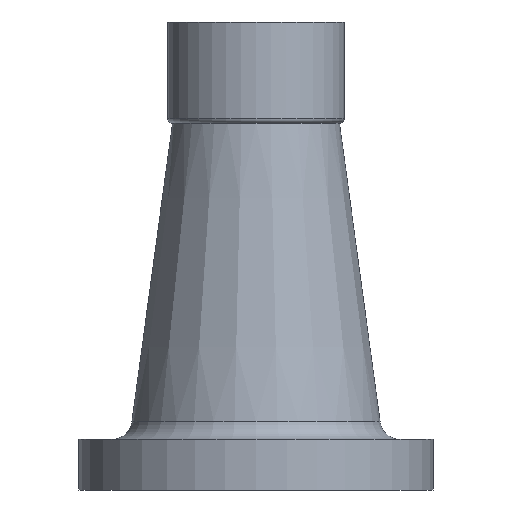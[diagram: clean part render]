
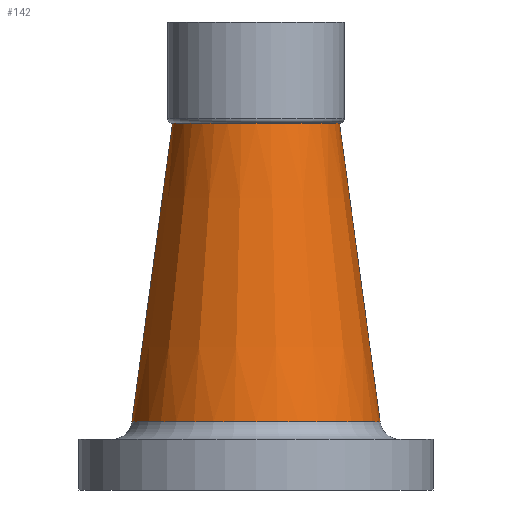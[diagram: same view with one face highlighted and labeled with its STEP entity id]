
A CAD part, front view. The second image highlights one B-rep face of the part: STEP entity #142.
In plain terms, the highlighted conical face has half-angle 7.745 degrees and reference radius 33 mm.
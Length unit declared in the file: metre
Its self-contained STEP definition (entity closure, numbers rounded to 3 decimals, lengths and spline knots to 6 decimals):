
#15=CONICAL_SURFACE('',#178,0.033,0.135);
#40=ORIENTED_EDGE('',*,*,#54,.T.);
#41=ORIENTED_EDGE('',*,*,#55,.F.);
#54=EDGE_CURVE('',#66,#66,#78,.T.);
#55=EDGE_CURVE('',#67,#67,#79,.T.);
#66=VERTEX_POINT('',#263);
#67=VERTEX_POINT('',#266);
#78=CIRCLE('',#177,0.049059);
#79=CIRCLE('',#179,0.033);
#100=EDGE_LOOP('',(#40));
#101=EDGE_LOOP('',(#41));
#124=FACE_BOUND('',#100,.T.);
#125=FACE_BOUND('',#101,.T.);
#142=ADVANCED_FACE('',(#124,#125),#15,.T.);
#177=AXIS2_PLACEMENT_3D('',#262,#223,#224);
#178=AXIS2_PLACEMENT_3D('',#264,#225,#226);
#179=AXIS2_PLACEMENT_3D('',#265,#227,#228);
#223=DIRECTION('',(0.,0.,1.));
#224=DIRECTION('',(1.,0.,0.));
#225=DIRECTION('',(0.,0.,-1.));
#226=DIRECTION('',(-1.,0.,0.));
#227=DIRECTION('',(0.,0.,1.));
#228=DIRECTION('',(1.,0.,0.));
#262=CARTESIAN_POINT('',(0.,0.,-0.158078));
#263=CARTESIAN_POINT('',(0.049059,0.,-0.158078));
#264=CARTESIAN_POINT('',(0.,0.,-0.04));
#265=CARTESIAN_POINT('',(0.,0.,-0.04));
#266=CARTESIAN_POINT('',(0.033,0.,-0.04));
